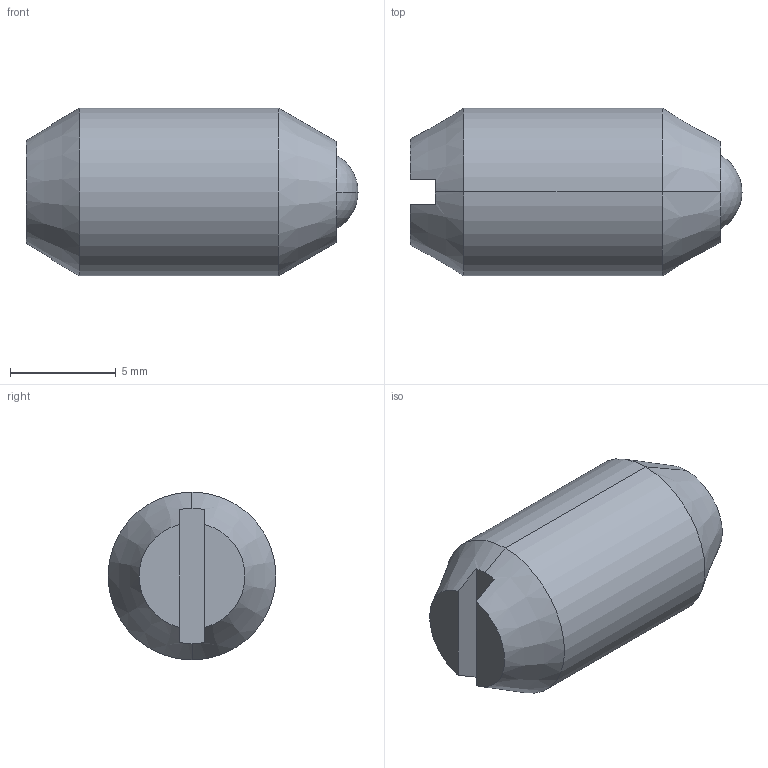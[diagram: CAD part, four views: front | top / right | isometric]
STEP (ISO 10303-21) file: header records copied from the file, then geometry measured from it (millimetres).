
FILE_DESCRIPTION (( 'STEP AP214' ), '1' );
FILE_NAME ('EH2B050.0176.stp', '2015-11-20T06:59:55', ( '' ), ( '' ), 'SwSTEP 2.0', 'SolidWorks 2013', '' );
FILE_SCHEMA (( 'AUTOMOTIVE_DESIGN' ));
Length unit declared in the file: inch
Products named in the file (3): EH 2B050_0176 federndes Druckstueck -2; EH2B050.0176; EH 2B050_0176 federndes Druckstueck -1
Assembly tree (2 placements, depth 2):
  EH2B050.0176
    EH 2B050_0176 federndes Druckstueck -2
    EH 2B050_0176 federndes Druckstueck -1
Bounding box: 15.7 x 7.94 x 7.94 mm (x, y, z)
Volume: 565.3 mm3; surface area: 554.9 mm2
Topology: 2 solids, 2 shells, 17 faces, 39 edges, 25 vertices
Faces by surface type: plane 7, cylinder 4, cone 4, sphere 2
Entity records: 604 total; most frequent: DIRECTION 92, CARTESIAN_POINT 90, ORIENTED_EDGE 68, AXIS2_PLACEMENT_3D 40, EDGE_CURVE 34, VERTEX_POINT 22, CIRCLE 18, EDGE_LOOP 18
